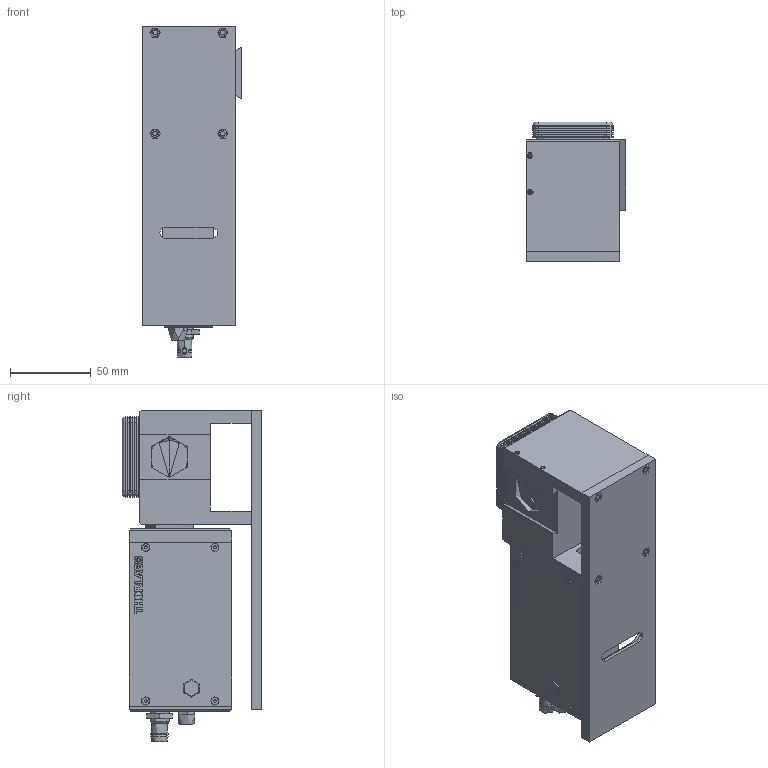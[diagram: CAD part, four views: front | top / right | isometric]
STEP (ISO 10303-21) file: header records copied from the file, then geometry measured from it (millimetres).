
FILE_DESCRIPTION (( 'STEP AP214' ), '1' );
FILE_NAME ('TTN029783-E0W.STEP', '2016-09-06T19:32:27', ( 'admin' ), ( '' ), 'SwSTEP 2.0', 'SolidWorks 2016', '' );
FILE_SCHEMA (( 'AUTOMOTIVE_DESIGN' ));
Length unit declared in the file: inch
Products named in the file (1): TTN029783-E0W
Bounding box: 61.78 x 86.42 x 205.54 mm (x, y, z)
Topology: 0 solids, 63 shells, 6598 faces, 19527 edges, 13275 vertices
Faces by surface type: plane 3837, cylinder 1914, cone 417, bspline 392, torus 20, sphere 18
Full cylindrical faces by diameter (mm): 0.001 x1, 1.421 x1
Entity records: 351363 total; most frequent: CARTESIAN_POINT 97232, ORIENTED_EDGE 38958, DIRECTION 29992, EDGE_CURVE 19479, LINE 13796, VECTOR 13796, VERTEX_POINT 13268, AXIS2_PLACEMENT_3D 8098
